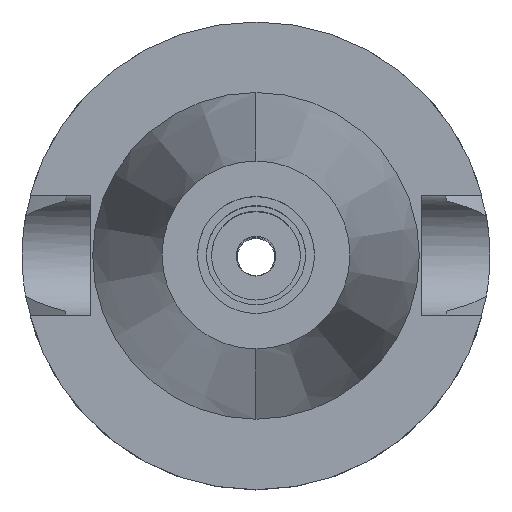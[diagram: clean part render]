
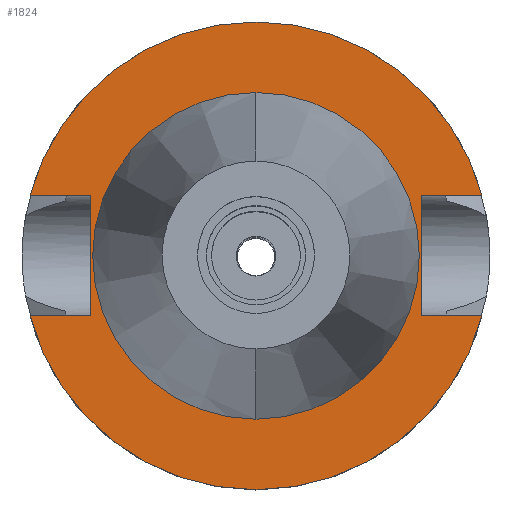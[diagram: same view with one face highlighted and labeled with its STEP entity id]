
A CAD part, top view. The second image highlights one B-rep face of the part: STEP entity #1824.
In plain terms, the highlighted planar face has unit normal (0, 0, 1).
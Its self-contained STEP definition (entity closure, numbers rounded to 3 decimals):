
#660=DIRECTION('',(1.,0.,0.));
#661=VECTOR('',#660,12.921);
#662=CARTESIAN_POINT('',(35.4,12.85,-1.5));
#663=LINE('',#662,#661);
#707=DIRECTION('',(0.,1.,0.));
#708=VECTOR('',#707,25.7);
#709=CARTESIAN_POINT('',(-35.4,-12.85,-1.5));
#710=LINE('',#709,#708);
#714=DIRECTION('',(-1.,0.,0.));
#715=VECTOR('',#714,12.921);
#716=CARTESIAN_POINT('',(-35.4,12.85,-1.5));
#717=LINE('',#716,#715);
#721=CARTESIAN_POINT('',(0.,0.,-1.5));
#722=DIRECTION('',(0.,0.,-1.));
#723=DIRECTION('',(-0.966,0.257,0.));
#724=AXIS2_PLACEMENT_3D('',#721,#722,#723);
#729=CARTESIAN_POINT('',(0.,0.,-1.5));
#730=DIRECTION('',(0.,0.,-1.));
#731=DIRECTION('',(0.,1.,0.));
#732=AXIS2_PLACEMENT_3D('',#729,#730,#731);
#737=DIRECTION('',(0.,-1.,0.));
#738=VECTOR('',#737,25.7);
#739=CARTESIAN_POINT('',(35.4,12.85,-1.5));
#740=LINE('',#739,#738);
#744=DIRECTION('',(1.,0.,0.));
#745=VECTOR('',#744,12.921);
#746=CARTESIAN_POINT('',(35.4,-12.85,-1.5));
#747=LINE('',#746,#745);
#751=CARTESIAN_POINT('',(0.,0.,-1.5));
#752=DIRECTION('',(0.,0.,-1.));
#753=DIRECTION('',(0.966,-0.257,0.));
#754=AXIS2_PLACEMENT_3D('',#751,#752,#753);
#759=CARTESIAN_POINT('',(0.,0.,-1.5));
#760=DIRECTION('',(0.,0.,-1.));
#761=DIRECTION('',(0.,-1.,0.));
#762=AXIS2_PLACEMENT_3D('',#759,#760,#761);
#767=CARTESIAN_POINT('',(0.,0.,-1.5));
#768=DIRECTION('',(0.,0.,1.));
#769=DIRECTION('',(0.,-1.,0.));
#770=AXIS2_PLACEMENT_3D('',#767,#768,#769);
#775=CARTESIAN_POINT('',(0.,0.,-1.5));
#776=DIRECTION('',(0.,0.,1.));
#777=DIRECTION('',(0.,1.,0.));
#778=AXIS2_PLACEMENT_3D('',#775,#776,#777);
#813=DIRECTION('',(-1.,0.,0.));
#814=VECTOR('',#813,12.921);
#815=CARTESIAN_POINT('',(-35.4,-12.85,-1.5));
#816=LINE('',#815,#814);
#1171=CARTESIAN_POINT('',(-35.4,-12.85,-1.5));
#1172=VERTEX_POINT('',#1171);
#1173=CARTESIAN_POINT('',(-48.321,-12.85,-1.5));
#1174=VERTEX_POINT('',#1173);
#1177=CARTESIAN_POINT('',(-35.4,12.85,-1.5));
#1178=VERTEX_POINT('',#1177);
#1179=CARTESIAN_POINT('',(-48.321,12.85,-1.5));
#1180=VERTEX_POINT('',#1179);
#1181=CARTESIAN_POINT('',(0.,50.,-1.5));
#1182=CARTESIAN_POINT('',(48.321,12.85,-1.5));
#1183=VERTEX_POINT('',#1181);
#1184=VERTEX_POINT('',#1182);
#1185=CARTESIAN_POINT('',(35.4,12.85,-1.5));
#1186=VERTEX_POINT('',#1185);
#1187=CARTESIAN_POINT('',(35.4,-12.85,-1.5));
#1188=VERTEX_POINT('',#1187);
#1189=CARTESIAN_POINT('',(48.321,-12.85,-1.5));
#1190=VERTEX_POINT('',#1189);
#1191=CARTESIAN_POINT('',(0.,-50.,-1.5));
#1192=VERTEX_POINT('',#1191);
#1193=CARTESIAN_POINT('',(0.,-34.925,-1.5));
#1194=CARTESIAN_POINT('',(0.,34.925,-1.5));
#1195=VERTEX_POINT('',#1193);
#1196=VERTEX_POINT('',#1194);
#1793=CARTESIAN_POINT('',(0.,0.,-1.5));
#1794=DIRECTION('',(0.,0.,-1.));
#1795=DIRECTION('',(0.,-1.,0.));
#1796=AXIS2_PLACEMENT_3D('',#1793,#1794,#1795);
#1797=PLANE('',#1796);
#1799=ORIENTED_EDGE('',*,*,#1798,.T.);
#1801=ORIENTED_EDGE('',*,*,#1800,.T.);
#1803=ORIENTED_EDGE('',*,*,#1802,.T.);
#1805=ORIENTED_EDGE('',*,*,#1804,.T.);
#1806=ORIENTED_EDGE('',*,*,#1769,.F.);
#1807=ORIENTED_EDGE('',*,*,#1783,.T.);
#1809=ORIENTED_EDGE('',*,*,#1808,.T.);
#1811=ORIENTED_EDGE('',*,*,#1810,.T.);
#1813=ORIENTED_EDGE('',*,*,#1812,.T.);
#1815=ORIENTED_EDGE('',*,*,#1814,.F.);
#1816=EDGE_LOOP('',(#1799,#1801,#1803,#1805,#1806,#1807,#1809,#1811,#1813,
#1815));
#1817=FACE_OUTER_BOUND('',#1816,.F.);
#1819=ORIENTED_EDGE('',*,*,#1818,.T.);
#1821=ORIENTED_EDGE('',*,*,#1820,.T.);
#1822=EDGE_LOOP('',(#1819,#1821));
#1823=FACE_BOUND('',#1822,.F.);
#725=CIRCLE('',#724,50.);
#733=CIRCLE('',#732,50.);
#755=CIRCLE('',#754,50.);
#763=CIRCLE('',#762,50.);
#771=CIRCLE('',#770,34.925);
#779=CIRCLE('',#778,34.925);
#1769=EDGE_CURVE('',#1186,#1184,#663,.T.);
#1783=EDGE_CURVE('',#1186,#1188,#740,.T.);
#1798=EDGE_CURVE('',#1172,#1178,#710,.T.);
#1800=EDGE_CURVE('',#1178,#1180,#717,.T.);
#1802=EDGE_CURVE('',#1180,#1183,#725,.T.);
#1804=EDGE_CURVE('',#1183,#1184,#733,.T.);
#1808=EDGE_CURVE('',#1188,#1190,#747,.T.);
#1810=EDGE_CURVE('',#1190,#1192,#755,.T.);
#1812=EDGE_CURVE('',#1192,#1174,#763,.T.);
#1814=EDGE_CURVE('',#1172,#1174,#816,.T.);
#1818=EDGE_CURVE('',#1195,#1196,#771,.T.);
#1820=EDGE_CURVE('',#1196,#1195,#779,.T.);
#1824=ADVANCED_FACE('',(#1817,#1823),#1797,.F.);
